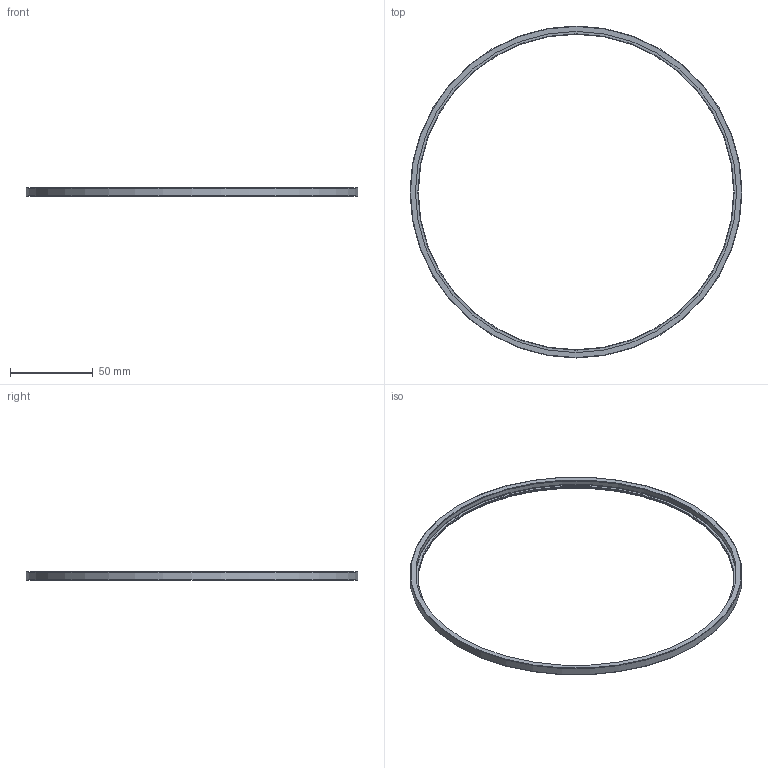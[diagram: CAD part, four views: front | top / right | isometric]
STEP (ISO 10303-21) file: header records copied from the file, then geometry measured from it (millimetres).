
FILE_DESCRIPTION(/* description */ (''),/* implementation_level */ '2;1');
FILE_NAME(/* name */ 'Jayo Spool Conversion Ring- print at 0.4 layer v0.step',/* time_stamp */ '2024-05-29T22:10:46-07:00',/* author */ (''),/* organization */ (''),/* preprocessor_version */ 'ST-DEVELOPER v20',/* originating_system */ 'Autodesk Translation Framework v13.14.0.145',/* authorisation */ '');
FILE_SCHEMA (('AUTOMOTIVE_DESIGN { 1 0 10303 214 3 1 1 }'));
Length unit declared in the file: millimetre
Products named in the file (1): Jayo Spool Conversion Ring- print at 0.4 layer
Bounding box: 200 x 200 x 4.9 mm (x, y, z)
Volume: 10581.6 mm3; surface area: 12022.6 mm2
Topology: 1 solids, 1 shells, 12 faces, 23 edges, 14 vertices
Faces by surface type: torus 5, plane 3, cylinder 3, cone 1
Full cylindrical faces by diameter (mm): 190 x1, 194 x1, 200 x1
Entity records: 351 total; most frequent: DIRECTION 68, CARTESIAN_POINT 50, ORIENTED_EDGE 46, AXIS2_PLACEMENT_3D 32, EDGE_CURVE 23, CIRCLE 19, EDGE_LOOP 15, VERTEX_POINT 14
